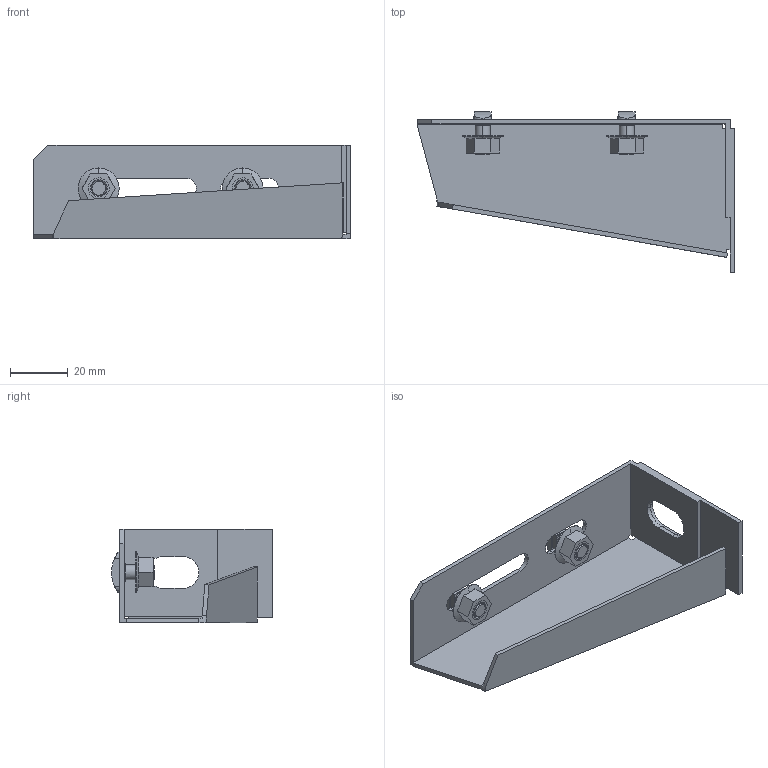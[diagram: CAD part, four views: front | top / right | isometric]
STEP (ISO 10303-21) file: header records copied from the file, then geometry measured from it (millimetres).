
FILE_DESCRIPTION((''),'2;1');
FILE_NAME('6424550_ASM','2012-08-17T',('AndreasKeweloh'),(''),'PRO/ENGINEER BY PARAMETRIC TECHNOLOGY CORPORATION, 2012130','PRO/ENGINEER BY PARAMETRIC TECHNOLOGY CORPORATION, 2012130','');
FILE_SCHEMA(('CONFIG_CONTROL_DESIGN'));
Length unit declared in the file: millimetre
Products named in the file (5): 6424550AUSLEGER; 6424550_FRS-SCHNELLBEF; 6424550_KOMBIM; 6424550_BEFESTIGUNGSSET_ASM; 6424550_ASM
Assembly tree (5 placements, depth 3):
  6424550_ASM
    6424550AUSLEGER
    6424550_BEFESTIGUNGSSET_ASM  x2
      6424550_FRS-SCHNELLBEF
      6424550_KOMBIM
Bounding box: 110 x 55.8 x 32.5 mm (x, y, z)
Volume: 17842.4 mm3; surface area: 23044.7 mm2
Topology: 5 solids, 5 shells, 173 faces, 459 edges, 299 vertices
Faces by surface type: plane 85, cylinder 54, cone 16, bspline 10, torus 8
Entity records: 4238 total; most frequent: CARTESIAN_POINT 1238, ORIENTED_EDGE 618, DIRECTION 587, EDGE_CURVE 309, VERTEX_POINT 203, AXIS2_PLACEMENT_3D 202, VECTOR 183, LINE 183
